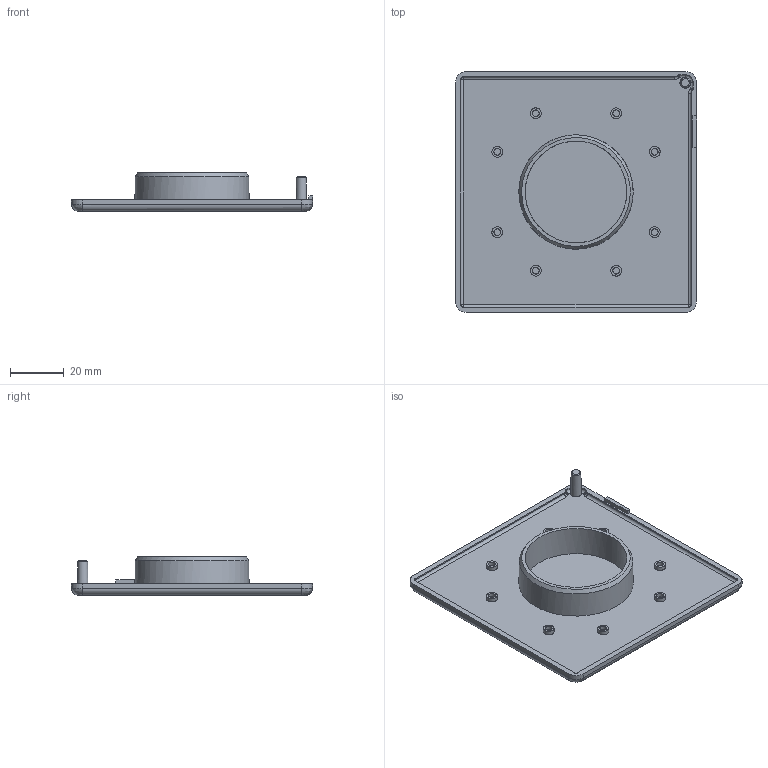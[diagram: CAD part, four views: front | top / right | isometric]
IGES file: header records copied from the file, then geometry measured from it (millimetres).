
Global section: file name: 229090B; native system: Autodesk Inventor 2021; preprocessor: unknown; author: aluteckkpl_tw; date: 20221004.085728; units: millimetre
Bounding box: 90 x 90 x 14.3 mm (x, y, z)
Volume: 26709 mm3; surface area: 20874.2 mm2
Topology: 1 solids, 1 shells, 91 faces, 185 edges, 112 vertices
Faces by surface type: bspline 91
